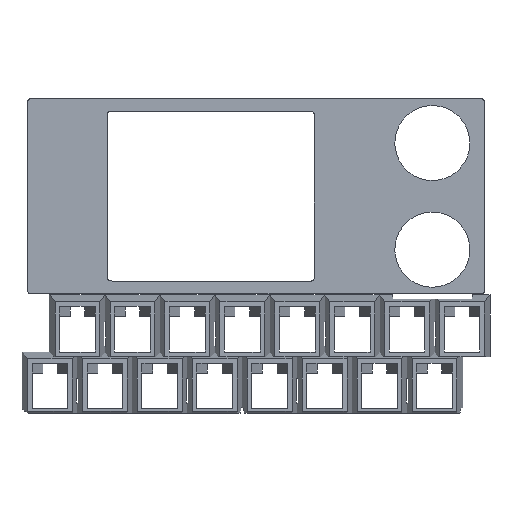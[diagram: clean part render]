
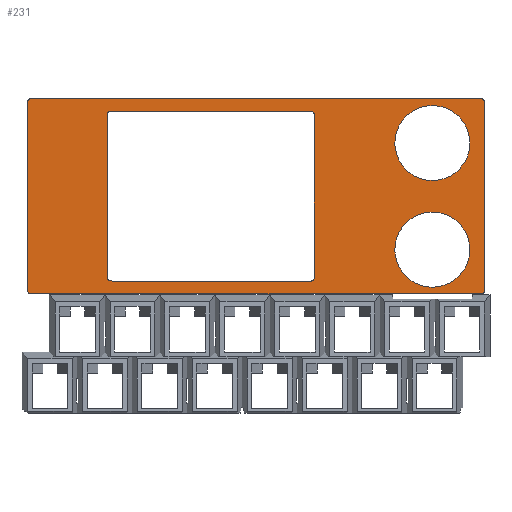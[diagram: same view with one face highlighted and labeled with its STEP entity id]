
A CAD part, top view. The second image highlights one B-rep face of the part: STEP entity #231.
In plain terms, the highlighted planar face has unit normal (0, 0, 1).
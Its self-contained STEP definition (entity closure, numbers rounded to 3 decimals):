
#24=(
BOUNDED_CURVE()
B_SPLINE_CURVE(2,(#8783,#8784,#8785,#8786,#8787,#8788,#8789,#8790,#8791,
#8792,#8793,#8794,#8795),.UNSPECIFIED.,.F.,.F.)
B_SPLINE_CURVE_WITH_KNOTS((3,2,2,2,2,2,3),(73.511,74.08,
78.479,79.402,83.801,117.685,122.083),
.UNSPECIFIED.)
CURVE()
GEOMETRIC_REPRESENTATION_ITEM()
RATIONAL_B_SPLINE_CURVE((1.,1.,1.,0.707,1.,1.,1.,0.707,
1.,1.,1.,0.707,1.))
REPRESENTATION_ITEM($)
);
#25=(
BOUNDED_CURVE()
B_SPLINE_CURVE(2,(#8796,#8797,#8798,#8799,#8800),.UNSPECIFIED.,.F.,.F.)
B_SPLINE_CURVE_WITH_KNOTS((3,2,3),(-42.094,-31.57,-21.047),
.UNSPECIFIED.)
CURVE()
GEOMETRIC_REPRESENTATION_ITEM()
RATIONAL_B_SPLINE_CURVE((1.,0.707,1.,0.707,1.))
REPRESENTATION_ITEM($)
);
#26=(
BOUNDED_CURVE()
B_SPLINE_CURVE(2,(#8801,#8802,#8803,#8804,#8805),.UNSPECIFIED.,.F.,.F.)
B_SPLINE_CURVE_WITH_KNOTS((3,2,3),(-42.094,-31.57,-21.047),
.UNSPECIFIED.)
CURVE()
GEOMETRIC_REPRESENTATION_ITEM()
RATIONAL_B_SPLINE_CURVE((1.,0.707,1.,0.707,1.))
REPRESENTATION_ITEM($)
);
#27=(
BOUNDED_CURVE()
B_SPLINE_CURVE(3,(#8806,#8807,#8808,#8809,#8810,#8811,#8812,#8813,#8814,
#8815,#8816,#8817,#8818),.UNSPECIFIED.,.F.,.F.)
B_SPLINE_CURVE_WITH_KNOTS((4,3,3,3,4),(-29.14,0.,0.942,
36.732,37.675),.UNSPECIFIED.)
CURVE()
GEOMETRIC_REPRESENTATION_ITEM()
RATIONAL_B_SPLINE_CURVE((1.,1.,1.,1.,0.805,0.805,1.,
1.,1.,1.,0.805,0.805,1.))
REPRESENTATION_ITEM($)
);
#29=(
BOUNDED_CURVE()
B_SPLINE_CURVE(3,(#8842,#8843,#8844,#8845,#8846,#8847,#8848,#8849,#8850,
#8851,#8852,#8853,#8854),.UNSPECIFIED.,.F.,.F.)
B_SPLINE_CURVE_WITH_KNOTS((4,3,3,3,4),(37.675,66.815,67.757,
103.547,104.489),.UNSPECIFIED.)
CURVE()
GEOMETRIC_REPRESENTATION_ITEM()
RATIONAL_B_SPLINE_CURVE((1.,1.,1.,1.,0.805,0.805,
1.,1.,1.,1.,0.805,0.805,1.))
REPRESENTATION_ITEM($)
);
#31=(
BOUNDED_CURVE()
B_SPLINE_CURVE(2,(#8870,#8871,#8872,#8873,#8874),.UNSPECIFIED.,.F.,.F.)
B_SPLINE_CURVE_WITH_KNOTS((3,2,3),(122.083,188.135,192.533),
.UNSPECIFIED.)
CURVE()
GEOMETRIC_REPRESENTATION_ITEM()
RATIONAL_B_SPLINE_CURVE((1.,1.,1.,0.707,1.))
REPRESENTATION_ITEM($)
);
#33=(
BOUNDED_CURVE()
B_SPLINE_CURVE(2,(#8882,#8883,#8884,#8885,#8886),.UNSPECIFIED.,.F.,.F.)
B_SPLINE_CURVE_WITH_KNOTS((3,2,3),(-21.047,-10.523,0.),
.UNSPECIFIED.)
CURVE()
GEOMETRIC_REPRESENTATION_ITEM()
RATIONAL_B_SPLINE_CURVE((1.,0.707,1.,0.707,1.))
REPRESENTATION_ITEM($)
);
#35=(
BOUNDED_CURVE()
B_SPLINE_CURVE(2,(#8894,#8895,#8896,#8897,#8898),.UNSPECIFIED.,.F.,.F.)
B_SPLINE_CURVE_WITH_KNOTS((3,2,3),(-21.047,-10.523,0.),
.UNSPECIFIED.)
CURVE()
GEOMETRIC_REPRESENTATION_ITEM()
RATIONAL_B_SPLINE_CURVE((1.,0.707,1.,0.707,1.))
REPRESENTATION_ITEM($)
);
#231=ADVANCED_FACE($,(#602,#432,#433,#434),#4931,.T.);
#432=FACE_BOUND($,#963,.T.);
#433=FACE_BOUND($,#964,.T.);
#434=FACE_BOUND($,#965,.T.);
#602=FACE_OUTER_BOUND($,#962,.T.);
#962=EDGE_LOOP($,(#2039,#2040));
#963=EDGE_LOOP($,(#2041,#2042));
#964=EDGE_LOOP($,(#2043,#2044));
#965=EDGE_LOOP($,(#2045,#2046));
#2039=ORIENTED_EDGE($,*,*,#3521,.T.);
#2040=ORIENTED_EDGE($,*,*,#3534,.T.);
#2041=ORIENTED_EDGE($,*,*,#3523,.T.);
#2042=ORIENTED_EDGE($,*,*,#3540,.T.);
#2043=ORIENTED_EDGE($,*,*,#3522,.T.);
#2044=ORIENTED_EDGE($,*,*,#3537,.T.);
#2045=ORIENTED_EDGE($,*,*,#3524,.T.);
#2046=ORIENTED_EDGE($,*,*,#3531,.T.);
#3521=EDGE_CURVE($,#4331,#4337,#24,.T.);
#3522=EDGE_CURVE($,#4332,#4339,#25,.T.);
#3523=EDGE_CURVE($,#4333,#4341,#26,.T.);
#3524=EDGE_CURVE($,#4334,#4335,#27,.T.);
#3531=EDGE_CURVE($,#4335,#4334,#29,.T.);
#3534=EDGE_CURVE($,#4337,#4331,#31,.T.);
#3537=EDGE_CURVE($,#4339,#4332,#33,.T.);
#3540=EDGE_CURVE($,#4341,#4333,#35,.T.);
#4331=VERTEX_POINT($,#9017);
#4332=VERTEX_POINT($,#9018);
#4333=VERTEX_POINT($,#9019);
#4334=VERTEX_POINT($,#9020);
#4335=VERTEX_POINT($,#9021);
#4337=VERTEX_POINT($,#9023);
#4339=VERTEX_POINT($,#9025);
#4341=VERTEX_POINT($,#9027);
#4931=PLANE($,#6106);
#6106=AXIS2_PLACEMENT_3D($,#8900,#6253,$);
#6253=DIRECTION($,(0.,0.,1.));
#8783=CARTESIAN_POINT($,(81.441,21.623,7.45));
#8784=CARTESIAN_POINT($,(81.441,38.565,7.45));
#8785=CARTESIAN_POINT($,(81.441,55.507,7.45));
#8786=CARTESIAN_POINT($,(81.441,56.007,7.45));
#8787=CARTESIAN_POINT($,(80.941,56.007,7.45));
#8788=CARTESIAN_POINT($,(40.641,56.007,7.45));
#8789=CARTESIAN_POINT($,(0.341,56.007,7.45));
#8790=CARTESIAN_POINT($,(-0.159,56.007,7.45));
#8791=CARTESIAN_POINT($,(-0.159,55.507,7.45));
#8792=CARTESIAN_POINT($,(-0.159,38.565,7.45));
#8793=CARTESIAN_POINT($,(-0.159,21.623,7.45));
#8794=CARTESIAN_POINT($,(-0.159,21.123,7.45));
#8795=CARTESIAN_POINT($,(0.341,21.123,7.45));
#8796=CARTESIAN_POINT($,(78.868,29.042,7.45));
#8797=CARTESIAN_POINT($,(78.868,22.342,7.45));
#8798=CARTESIAN_POINT($,(72.168,22.342,7.45));
#8799=CARTESIAN_POINT($,(65.468,22.342,7.45));
#8800=CARTESIAN_POINT($,(65.468,29.042,7.45));
#8801=CARTESIAN_POINT($,(78.868,48.092,7.45));
#8802=CARTESIAN_POINT($,(78.868,41.392,7.45));
#8803=CARTESIAN_POINT($,(72.168,41.392,7.45));
#8804=CARTESIAN_POINT($,(65.468,41.392,7.45));
#8805=CARTESIAN_POINT($,(65.468,48.092,7.45));
#8806=CARTESIAN_POINT($,(14.081,24.023,7.45));
#8807=CARTESIAN_POINT($,(14.081,33.737,7.45));
#8808=CARTESIAN_POINT($,(14.081,43.45,7.45));
#8809=CARTESIAN_POINT($,(14.081,53.163,7.45));
#8810=CARTESIAN_POINT($,(14.081,53.515,7.45));
#8811=CARTESIAN_POINT($,(14.329,53.763,7.45));
#8812=CARTESIAN_POINT($,(14.681,53.763,7.45));
#8813=CARTESIAN_POINT($,(26.611,53.763,7.45));
#8814=CARTESIAN_POINT($,(38.541,53.763,7.45));
#8815=CARTESIAN_POINT($,(50.471,53.763,7.45));
#8816=CARTESIAN_POINT($,(50.822,53.763,7.45));
#8817=CARTESIAN_POINT($,(51.071,53.515,7.45));
#8818=CARTESIAN_POINT($,(51.071,53.163,7.45));
#8842=CARTESIAN_POINT($,(51.071,53.163,7.45));
#8843=CARTESIAN_POINT($,(51.071,43.45,7.45));
#8844=CARTESIAN_POINT($,(51.071,33.737,7.45));
#8845=CARTESIAN_POINT($,(51.071,24.023,7.45));
#8846=CARTESIAN_POINT($,(51.071,23.672,7.45));
#8847=CARTESIAN_POINT($,(50.822,23.423,7.45));
#8848=CARTESIAN_POINT($,(50.471,23.423,7.45));
#8849=CARTESIAN_POINT($,(38.541,23.423,7.45));
#8850=CARTESIAN_POINT($,(26.611,23.423,7.45));
#8851=CARTESIAN_POINT($,(14.681,23.423,7.45));
#8852=CARTESIAN_POINT($,(14.329,23.423,7.45));
#8853=CARTESIAN_POINT($,(14.081,23.672,7.45));
#8854=CARTESIAN_POINT($,(14.081,24.023,7.45));
#8870=CARTESIAN_POINT($,(0.341,21.123,7.45));
#8871=CARTESIAN_POINT($,(40.641,21.123,7.45));
#8872=CARTESIAN_POINT($,(80.941,21.123,7.45));
#8873=CARTESIAN_POINT($,(81.441,21.123,7.45));
#8874=CARTESIAN_POINT($,(81.441,21.623,7.45));
#8882=CARTESIAN_POINT($,(65.468,29.042,7.45));
#8883=CARTESIAN_POINT($,(65.468,35.742,7.45));
#8884=CARTESIAN_POINT($,(72.168,35.742,7.45));
#8885=CARTESIAN_POINT($,(78.868,35.742,7.45));
#8886=CARTESIAN_POINT($,(78.868,29.042,7.45));
#8894=CARTESIAN_POINT($,(65.468,48.092,7.45));
#8895=CARTESIAN_POINT($,(65.468,54.792,7.45));
#8896=CARTESIAN_POINT($,(72.168,54.792,7.45));
#8897=CARTESIAN_POINT($,(78.868,54.792,7.45));
#8898=CARTESIAN_POINT($,(78.868,48.092,7.45));
#8900=CARTESIAN_POINT($,(-0.975,20.774,7.45));
#9017=CARTESIAN_POINT($,(81.441,21.623,7.45));
#9018=CARTESIAN_POINT($,(78.868,29.042,7.45));
#9019=CARTESIAN_POINT($,(78.868,48.092,7.45));
#9020=CARTESIAN_POINT($,(14.081,24.023,7.45));
#9021=CARTESIAN_POINT($,(51.071,53.163,7.45));
#9023=CARTESIAN_POINT($,(0.341,21.123,7.45));
#9025=CARTESIAN_POINT($,(65.468,29.042,7.45));
#9027=CARTESIAN_POINT($,(65.468,48.092,7.45));
